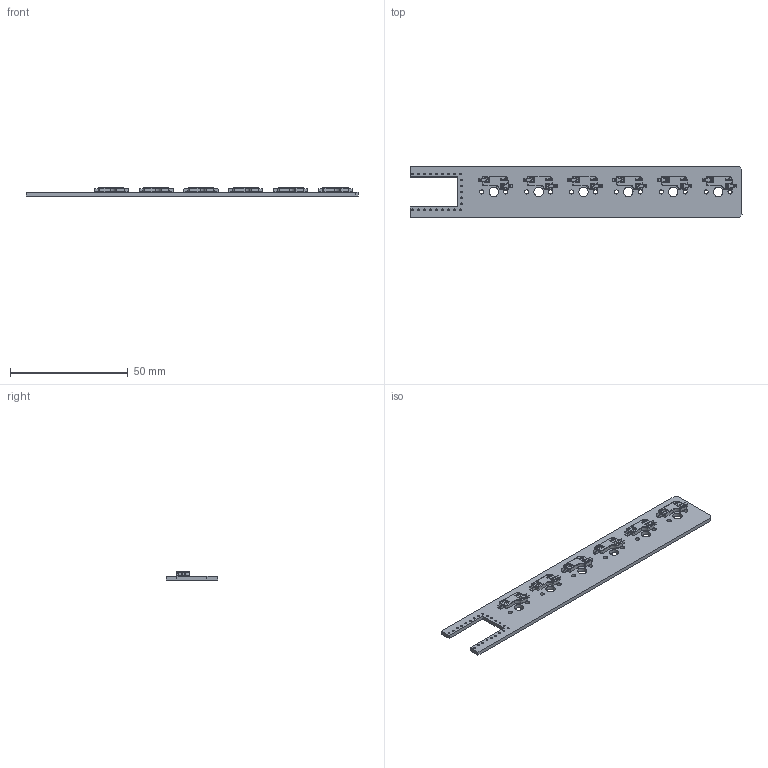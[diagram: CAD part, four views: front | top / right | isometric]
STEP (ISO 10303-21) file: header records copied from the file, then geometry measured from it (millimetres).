
FILE_DESCRIPTION(('KiCad electronic assembly'),'2;1');
FILE_NAME('freshboard.step','2022-10-12T21:27:31',('Pcbnew'),('Kicad'), 'Open CASCADE STEP processor 7.6','KiCad to STEP converter','Unknown' );
FILE_SCHEMA(('AUTOMOTIVE_DESIGN { 1 0 10303 214 1 1 1 1 }'));
Length unit declared in the file: millimetre
Products named in the file (4): freshboard 1; HS_Kailh_MX; COMPOUND; freshboard PCB
Assembly tree (8 placements, depth 3):
  freshboard 1
    HS_Kailh_MX  x6
      COMPOUND
    freshboard PCB
Bounding box: 140.97 x 22 x 3.47 mm (x, y, z)
Volume: 4781.8 mm3; surface area: 8163.3 mm2
Topology: 19 solids, 19 shells, 2675 faces, 6627 edges, 4068 vertices
Faces by surface type: bspline 2610, cylinder 53, plane 12
Full cylindrical faces by diameter (mm): 0.8 x23, 1.75 x12, 3 x12, 3.988 x6
Entity records: 31225 total; most frequent: CARTESIAN_POINT 13503, B_SPLINE_CURVE_WITH_KNOTS 2870, ORIENTED_EDGE 2524, PCURVE 2524, DEFINITIONAL_REPRESENTATION 2524, EDGE_CURVE 1262, SURFACE_CURVE 1199, VERTEX_POINT 783
